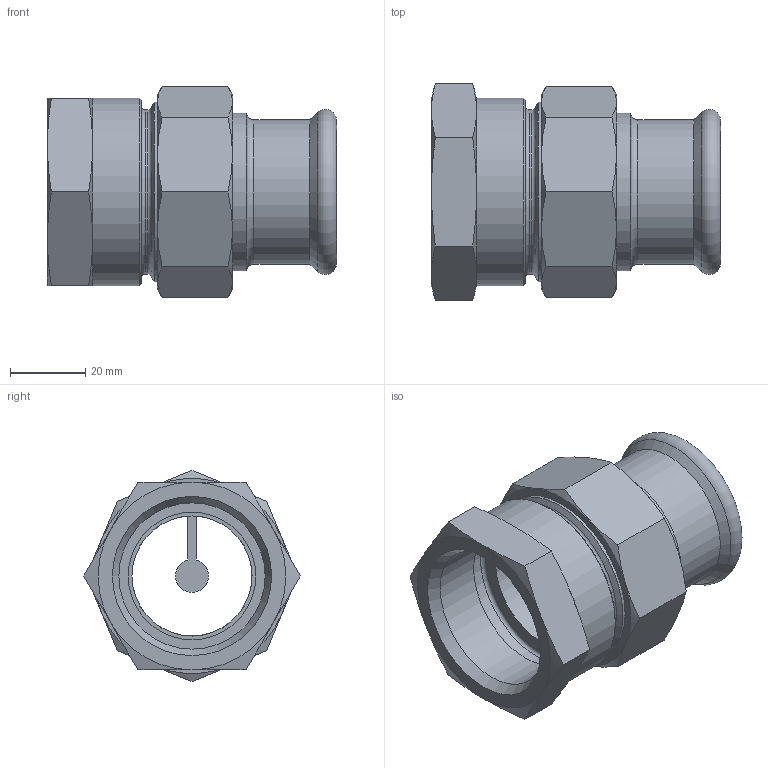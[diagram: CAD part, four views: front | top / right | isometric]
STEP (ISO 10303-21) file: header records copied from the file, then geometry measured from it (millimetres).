
FILE_DESCRIPTION(/* description */ (''),/* implementation_level */ '2;1');
FILE_NAME(/* name */ '34407.stp',/* time_stamp */ '2014-04-01T20:35:22+02:00',/* author */ ('bruh'),/* organization */ (''),/* preprocessor_version */ 'ST-DEVELOPER v15.2',/* originating_system */ 'Autodesk Inventor 2014',/* authorisation */ '');
FILE_SCHEMA (('AUTOMOTIVE_DESIGN { 1 0 10303 214 3 1 1 }'));
Length unit declared in the file: millimetre
Products named in the file (5): 101249; 101138; 400787; 101080; 34407
Bounding box: 77 x 57.73 x 56.28 mm (x, y, z)
Volume: 56227.5 mm3; surface area: 31605.5 mm2
Topology: 3 solids, 3 shells, 91 faces, 194 edges, 114 vertices
Faces by surface type: cone 39, plane 28, cylinder 15, torus 9
Full cylindrical faces by diameter (mm): 32 x1, 34 x1, 35.3 x1, 35.9 x1, 38.4 x1, 38.952 x1, 42 x2, 42.1 x1, 43.5 x1, 43.8 x1, 44.845 x1, 47.803 x1, 50 x1
Entity records: 2276 total; most frequent: CARTESIAN_POINT 470, DIRECTION 370, ORIENTED_EDGE 304, AXIS2_PLACEMENT_3D 174, EDGE_CURVE 152, EDGE_LOOP 136, VERTEX_POINT 106, ADVANCED_FACE 91
